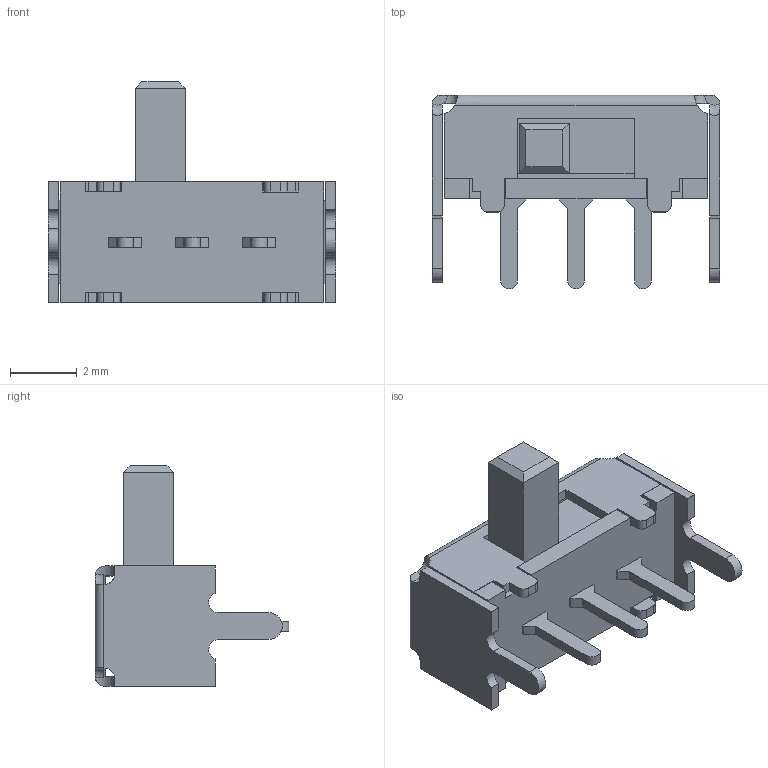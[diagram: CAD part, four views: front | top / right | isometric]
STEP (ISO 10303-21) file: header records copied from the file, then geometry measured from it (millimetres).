
FILE_DESCRIPTION (( 'STEP AP214' ), '1' );
FILE_NAME ('Same_Sky_SLW-835636-3A-RA-N-D.step', '2025-01-07T19:01:01', ( '' ), ( '' ), 'SwSTEP 2.0', 'SolidWorks 2024', '' );
FILE_SCHEMA (( 'AUTOMOTIVE_DESIGN' ));
Length unit declared in the file: inch
Products named in the file (1): Same_Sky_SLW-835636-3A-RA-N-D
Bounding box: 8.6 x 5.8 x 6.6 mm (x, y, z)
Volume: 75.9 mm3; surface area: 352.6 mm2
Topology: 3 solids, 3 shells, 165 faces, 464 edges, 308 vertices
Faces by surface type: plane 130, cylinder 27, torus 8
Entity records: 5393 total; most frequent: CARTESIAN_POINT 1038, ORIENTED_EDGE 928, DIRECTION 846, EDGE_CURVE 464, LINE 374, VECTOR 374, VERTEX_POINT 308, AXIS2_PLACEMENT_3D 236
